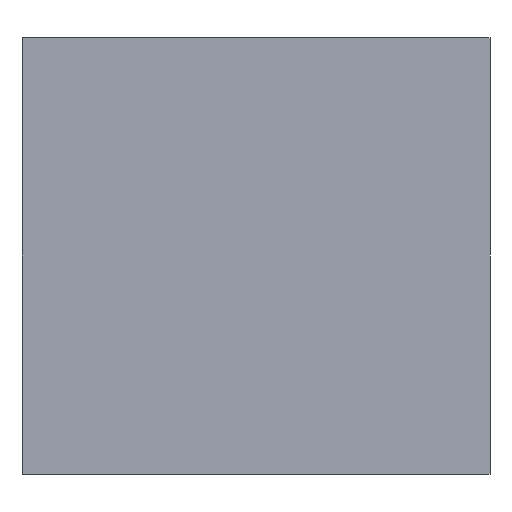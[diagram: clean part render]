
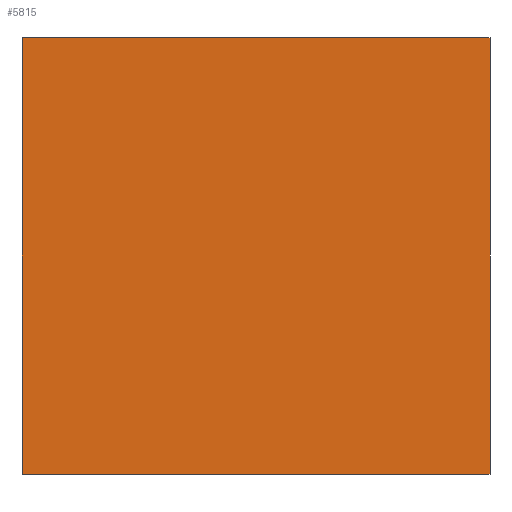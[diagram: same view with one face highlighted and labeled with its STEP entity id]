
A CAD part, front view. The second image highlights one B-rep face of the part: STEP entity #5815.
In plain terms, the highlighted planar face has unit normal (0, -1, 0).
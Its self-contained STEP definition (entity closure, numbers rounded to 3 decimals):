
#14 = VECTOR ( 'NONE', #2003, 1000. ) ;
#397 = LINE ( 'NONE', #4085, #2086 ) ;
#538 = ORIENTED_EDGE ( 'NONE', *, *, #5377, .T. ) ;
#693 = DIRECTION ( 'NONE',  ( 1., 0., 0. ) ) ;
#949 = ORIENTED_EDGE ( 'NONE', *, *, #5537, .F. ) ;
#1214 = DIRECTION ( 'NONE',  ( 0., 1., 0. ) ) ;
#1274 = CARTESIAN_POINT ( 'NONE',  ( -75., -50., 0. ) ) ;
#1338 = VECTOR ( 'NONE', #5791, 1000. ) ;
#1472 = VERTEX_POINT ( 'NONE', #1274 ) ;
#1615 = CARTESIAN_POINT ( 'NONE',  ( -75., -50., 0. ) ) ;
#1830 = VERTEX_POINT ( 'NONE', #2301 ) ;
#1837 = EDGE_CURVE ( 'NONE', #4773, #1830, #397, .T. ) ;
#2003 = DIRECTION ( 'NONE',  ( 1., 0., 0. ) ) ;
#2086 = VECTOR ( 'NONE', #2209, 1000. ) ;
#2113 = LINE ( 'NONE', #2969, #1338 ) ;
#2209 = DIRECTION ( 'NONE',  ( 0., 0., -1. ) ) ;
#2301 = CARTESIAN_POINT ( 'NONE',  ( 75., -50., 0. ) ) ;
#2832 = LINE ( 'NONE', #5473, #14 ) ;
#2920 = LINE ( 'NONE', #1615, #3694 ) ;
#2969 = CARTESIAN_POINT ( 'NONE',  ( -75., -50., 140. ) ) ;
#3094 = ORIENTED_EDGE ( 'NONE', *, *, #1837, .F. ) ;
#3694 = VECTOR ( 'NONE', #693, 1000. ) ;
#3864 = DIRECTION ( 'NONE',  ( 0., 0., 1. ) ) ;
#4085 = CARTESIAN_POINT ( 'NONE',  ( 75., -50., 140. ) ) ;
#4137 = CARTESIAN_POINT ( 'NONE',  ( -75., -50., 140. ) ) ;
#4262 = VERTEX_POINT ( 'NONE', #4137 ) ;
#4364 = FACE_OUTER_BOUND ( 'NONE', #5439, .T. ) ;
#4773 = VERTEX_POINT ( 'NONE', #5147 ) ;
#4982 = EDGE_CURVE ( 'NONE', #1472, #1830, #2920, .T. ) ;
#5097 = AXIS2_PLACEMENT_3D ( 'NONE', #5247, #1214, #3864 ) ;
#5147 = CARTESIAN_POINT ( 'NONE',  ( 75., -50., 140. ) ) ;
#5247 = CARTESIAN_POINT ( 'NONE',  ( -75., -50., 140. ) ) ;
#5362 = ORIENTED_EDGE ( 'NONE', *, *, #4982, .T. ) ;
#5377 = EDGE_CURVE ( 'NONE', #4262, #1472, #2113, .T. ) ;
#5439 = EDGE_LOOP ( 'NONE', ( #5362, #3094, #949, #538 ) ) ;
#5473 = CARTESIAN_POINT ( 'NONE',  ( -75., -50., 140. ) ) ;
#5537 = EDGE_CURVE ( 'NONE', #4262, #4773, #2832, .T. ) ;
#5600 = PLANE ( 'NONE',  #5097 ) ;
#5791 = DIRECTION ( 'NONE',  ( 0., 0., -1. ) ) ;
#5815 = ADVANCED_FACE ( 'NONE', ( #4364 ), #5600, .F. ) ;
